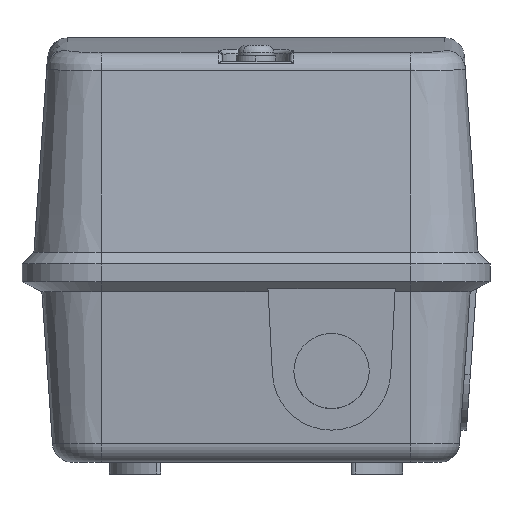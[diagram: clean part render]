
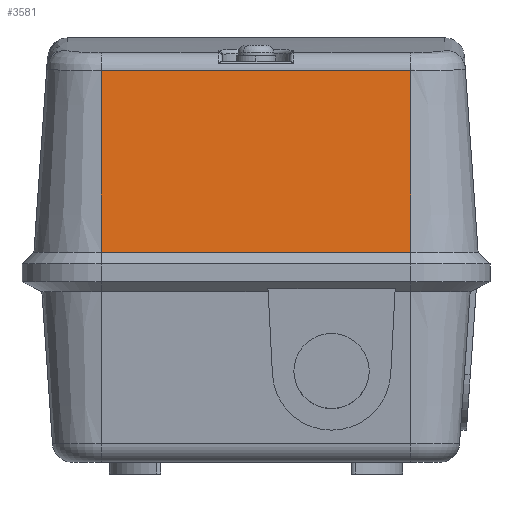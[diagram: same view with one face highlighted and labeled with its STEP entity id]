
A CAD part, left-side view. The second image highlights one B-rep face of the part: STEP entity #3581.
In plain terms, the highlighted planar face has unit normal (-0.998, 0, 0.07).
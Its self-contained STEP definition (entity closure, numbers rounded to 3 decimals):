
#451 = VECTOR ( 'NONE', #2990, 1000. ) ;
#454 = VECTOR ( 'NONE', #6646, 1000. ) ;
#1442 = VERTEX_POINT ( 'NONE', #3620 ) ;
#1519 = CARTESIAN_POINT ( 'NONE',  ( -116., 39., 53. ) ) ;
#1747 = CARTESIAN_POINT ( 'NONE',  ( -116., 0., 53. ) ) ;
#2586 = AXIS2_PLACEMENT_3D ( 'NONE', #1747, #7386, #3646 ) ;
#2666 = CARTESIAN_POINT ( 'NONE',  ( -112.807, 39., 98.664 ) ) ;
#2674 = CARTESIAN_POINT ( 'NONE',  ( -116., -39., 53. ) ) ;
#2685 = EDGE_LOOP ( 'NONE', ( #2720, #7334, #5957, #5175 ) ) ;
#2720 = ORIENTED_EDGE ( 'NONE', *, *, #3559, .T. ) ;
#2817 = VERTEX_POINT ( 'NONE', #2674 ) ;
#2990 = DIRECTION ( 'NONE',  ( -0.07, 0., -0.998 ) ) ;
#3559 = EDGE_CURVE ( 'NONE', #2817, #1442, #6571, .T. ) ;
#3581 = ADVANCED_FACE ( 'NONE', ( #5694 ), #3621, .T. ) ;
#3587 = DIRECTION ( 'NONE',  ( 0.07, 0., 0.998 ) ) ;
#3620 = CARTESIAN_POINT ( 'NONE',  ( -112.807, -39., 98.664 ) ) ;
#3621 = PLANE ( 'NONE',  #2586 ) ;
#3646 = DIRECTION ( 'NONE',  ( 0.07, 0., 0.998 ) ) ;
#4032 = VERTEX_POINT ( 'NONE', #2666 ) ;
#4080 = CARTESIAN_POINT ( 'NONE',  ( -116., -39., 53. ) ) ;
#5113 = VECTOR ( 'NONE', #7824, 1000. ) ;
#5175 = ORIENTED_EDGE ( 'NONE', *, *, #7953, .F. ) ;
#5629 = VERTEX_POINT ( 'NONE', #1519 ) ;
#5694 = FACE_OUTER_BOUND ( 'NONE', #2685, .T. ) ;
#5747 = LINE ( 'NONE', #7845, #454 ) ;
#5957 = ORIENTED_EDGE ( 'NONE', *, *, #6928, .T. ) ;
#6571 = LINE ( 'NONE', #6758, #7754 ) ;
#6646 = DIRECTION ( 'NONE',  ( 0., 1., 0. ) ) ;
#6758 = CARTESIAN_POINT ( 'NONE',  ( -116., -39., 53. ) ) ;
#6928 = EDGE_CURVE ( 'NONE', #4032, #5629, #8089, .T. ) ;
#7016 = LINE ( 'NONE', #4080, #5113 ) ;
#7334 = ORIENTED_EDGE ( 'NONE', *, *, #8014, .T. ) ;
#7359 = CARTESIAN_POINT ( 'NONE',  ( -116., 39., 53. ) ) ;
#7386 = DIRECTION ( 'NONE',  ( -0.998, 0., 0.07 ) ) ;
#7754 = VECTOR ( 'NONE', #3587, 1000. ) ;
#7824 = DIRECTION ( 'NONE',  ( 0., 1., 0. ) ) ;
#7845 = CARTESIAN_POINT ( 'NONE',  ( -112.807, 39., 98.664 ) ) ;
#7953 = EDGE_CURVE ( 'NONE', #2817, #5629, #7016, .T. ) ;
#8014 = EDGE_CURVE ( 'NONE', #1442, #4032, #5747, .T. ) ;
#8089 = LINE ( 'NONE', #7359, #451 ) ;
